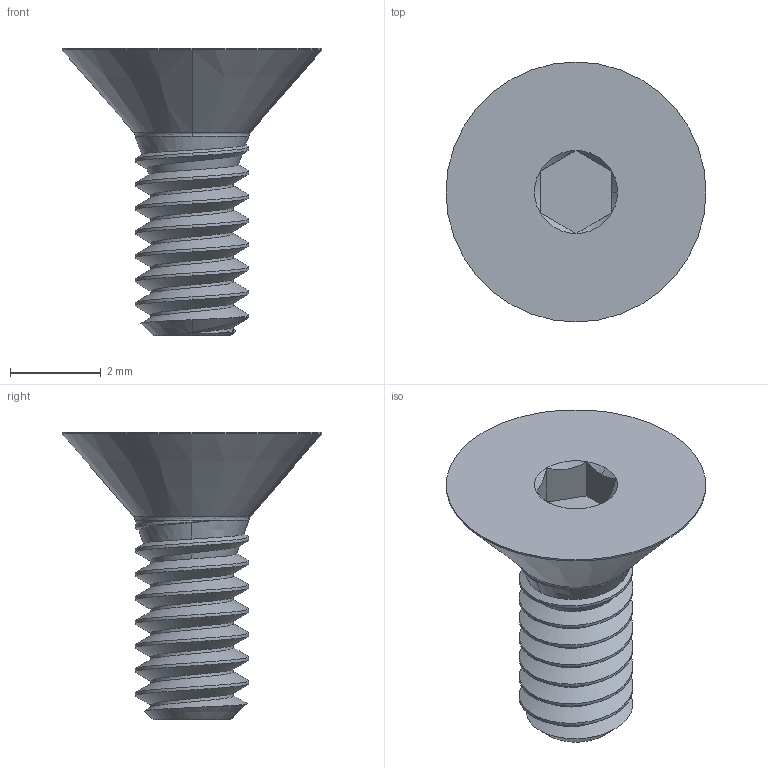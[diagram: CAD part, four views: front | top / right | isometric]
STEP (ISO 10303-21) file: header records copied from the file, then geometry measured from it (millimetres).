
FILE_DESCRIPTION (( 'STEP AP203' ), '1' );
FILE_NAME ('92210A021_18-8 Stainless Steel Hex Drive Flat Head Screw.STEP', '2022-08-30T19:36:16', ( 'Administrator' ), ( 'Managed by Terraform' ), 'SwSTEP 2.0', 'SolidWorks 2017', '' );
FILE_SCHEMA (( 'CONFIG_CONTROL_DESIGN' ));
Length unit declared in the file: inch
Products named in the file (1): 92210A021_18-8 Stainless Steel Hex Drive Flat Head Screw
Bounding box: 5.74 x 5.74 x 6.35 mm (x, y, z)
Volume: 42 mm3; surface area: 116.1 mm2
Topology: 1 solids, 1 shells, 49 faces, 120 edges, 74 vertices
Faces by surface type: cylinder 18, cone 17, plane 9, bspline 3, torus 2
Entity records: 2755 total; most frequent: CARTESIAN_POINT 1669, ORIENTED_EDGE 240, DIRECTION 179, EDGE_CURVE 120, VERTEX_POINT 74, AXIS2_PLACEMENT_3D 70, EDGE_LOOP 50, FACE_OUTER_BOUND 49
